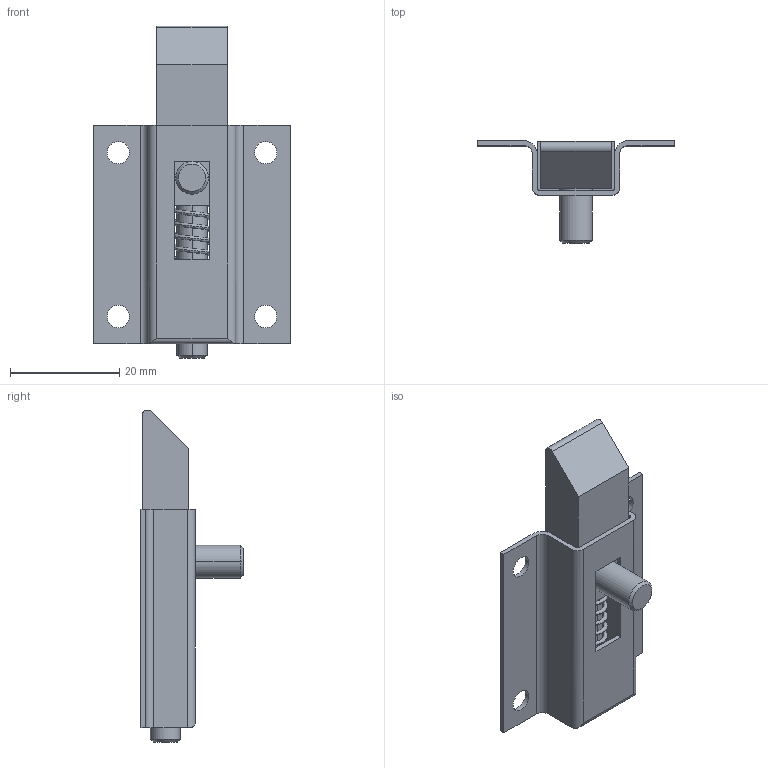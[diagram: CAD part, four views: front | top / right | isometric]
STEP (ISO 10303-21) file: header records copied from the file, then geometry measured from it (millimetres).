
FILE_DESCRIPTION (( 'STEP AP214' ), '1' );
FILE_NAME ('522107_Industrilas.step', '2025-09-09T08:27:01', ( '' ), ( '' ), 'SwSTEP 2.0', 'SolidWorks 2010', '' );
FILE_SCHEMA (( 'AUTOMOTIVE_DESIGN' ));
Length unit declared in the file: millimetre
Products named in the file (4): 8-522101-2; 062198; 522102-1_522101-1; 522107_Industrilas
Assembly tree (3 placements, depth 2):
  522107_Industrilas
    522102-1_522101-1
    062198
    8-522101-2
Bounding box: 36 x 18.75 x 60.8 mm (x, y, z)
Volume: 6175.4 mm3; surface area: 7173.4 mm2
Topology: 3 solids, 3 shells, 69 faces, 182 edges, 117 vertices
Faces by surface type: plane 32, cylinder 24, bspline 9, cone 4
Entity records: 9925 total; most frequent: CARTESIAN_POINT 8091, ORIENTED_EDGE 356, DIRECTION 346, EDGE_CURVE 178, AXIS2_PLACEMENT_3D 124, VERTEX_POINT 117, LINE 98, VECTOR 98
